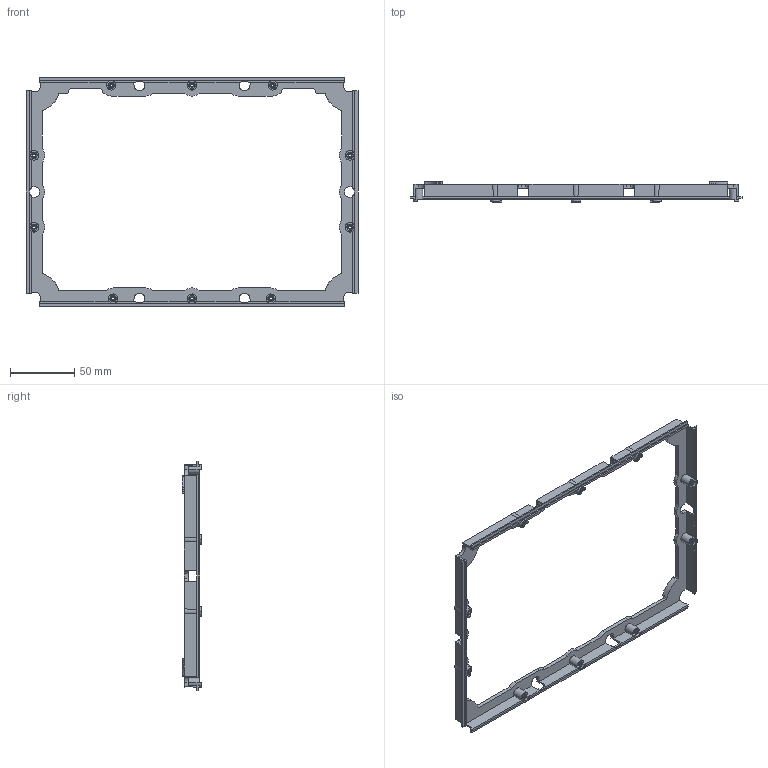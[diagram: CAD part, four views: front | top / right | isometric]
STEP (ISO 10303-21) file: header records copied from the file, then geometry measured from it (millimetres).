
FILE_DESCRIPTION(/* description */ (''),/* implementation_level */ '2;1');
FILE_NAME(/* name */ 'MYND Print parts Rubber sealing',/* time_stamp */ '2024-10-09T14:37:09+02:00',/* author */ (''),/* organization */ (''),/* preprocessor_version */ 'ST-DEVELOPER v19.2',/* originating_system */ 'Rhino 8.2',/* authorisation */ '');
FILE_SCHEMA (('CONFIG_CONTROL_DESIGN'));
Length unit declared in the file: millimetre
Products named in the file (1): Document
Bounding box: 258.8 x 15.4 x 178.8 mm (x, y, z)
Volume: 36975.9 mm3; surface area: 41611.4 mm2
Topology: 1 solids, 1 shells, 564 faces, 1678 edges, 1108 vertices
Faces by surface type: cylinder 256, plane 184, bspline 124
Entity records: 23989 total; most frequent: CARTESIAN_POINT 10845, ORIENTED_EDGE 3356, EDGE_CURVE 1678, DIRECTION 1528, B_SPLINE_CURVE_WITH_KNOTS 1136, VERTEX_POINT 1108, AXIS2_PLACEMENT_3D 984, EDGE_LOOP 590
